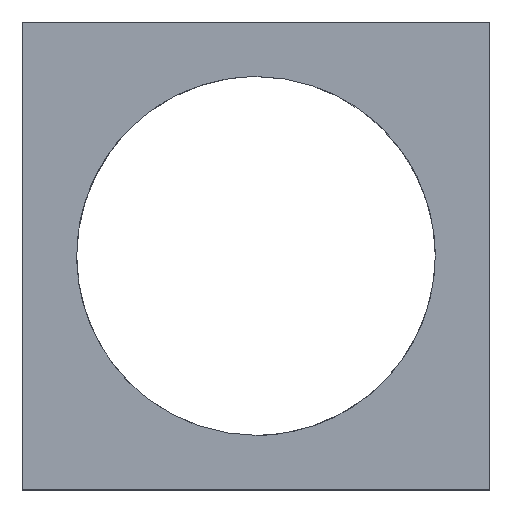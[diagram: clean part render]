
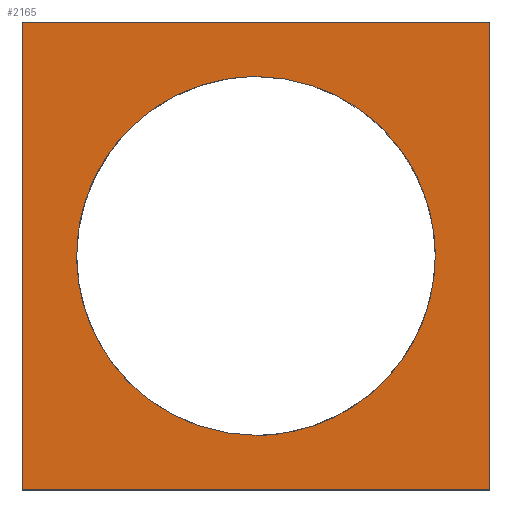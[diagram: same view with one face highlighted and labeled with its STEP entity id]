
A CAD part, top view. The second image highlights one B-rep face of the part: STEP entity #2165.
In plain terms, the highlighted planar face has unit normal (0, 0, 1).
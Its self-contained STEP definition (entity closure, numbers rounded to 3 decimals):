
#1500=FACE_BOUND('',#2694,.T.);
#1501=FACE_BOUND('',#2695,.T.);
#1587=LINE('',#7374,#1865);
#1668=LINE('',#8144,#1951);
#1669=LINE('',#8147,#1952);
#1670=LINE('',#8148,#1953);
#1865=VECTOR('',#5547,1.);
#1951=VECTOR('',#5707,1.);
#1952=VECTOR('',#5708,1.);
#1953=VECTOR('',#5709,1.);
#2165=ADVANCED_FACE('NONE',(#1500,#1501),#2336,.T.);
#2336=PLANE('',#5289);
#2694=EDGE_LOOP('',(#3279,#3280));
#2695=EDGE_LOOP('',(#3281,#3282,#3283,#3284));
#3279=ORIENTED_EDGE('',*,*,#4408,.T.);
#3280=ORIENTED_EDGE('',*,*,#4410,.T.);
#3281=ORIENTED_EDGE('',*,*,#4677,.T.);
#3282=ORIENTED_EDGE('',*,*,#4678,.T.);
#3283=ORIENTED_EDGE('',*,*,#4519,.T.);
#3284=ORIENTED_EDGE('',*,*,#4679,.F.);
#4011=VERTEX_POINT('',#6705);
#4012=VERTEX_POINT('',#6728);
#4119=VERTEX_POINT('',#7375);
#4120=VERTEX_POINT('',#7376);
#4242=VERTEX_POINT('',#8145);
#4243=VERTEX_POINT('',#8146);
#4408=EDGE_CURVE('NONE',#4012,#4011,#4955,.T.);
#4410=EDGE_CURVE('NONE',#4011,#4012,#4957,.T.);
#4519=EDGE_CURVE('NONE',#4119,#4120,#1587,.T.);
#4677=EDGE_CURVE('NONE',#4242,#4243,#1668,.T.);
#4678=EDGE_CURVE('NONE',#4243,#4119,#1669,.T.);
#4679=EDGE_CURVE('NONE',#4242,#4120,#1670,.T.);
#4955=B_SPLINE_CURVE_WITH_KNOTS('',3,(#6706,#6707,#6708,#6709,#6710,#6711,
#6712,#6713,#6714,#6715,#6716,#6717,#6718,#6719,#6720,#6721,#6722,#6723,
#6724,#6725,#6726,#6727),.UNSPECIFIED.,.F.,.F.,(4,2,2,2,2,2,2,2,2,2,4),
(0.,0.063,0.125,0.25,0.375,0.5,0.625,0.75,0.813,
0.875,1.),.UNSPECIFIED.);
#4957=B_SPLINE_CURVE_WITH_KNOTS('',3,(#6732,#6733,#6734,#6735,#6736,#6737,
#6738,#6739,#6740,#6741,#6742,#6743,#6744,#6745,#6746,#6747,#6748,#6749,
#6750,#6751),.UNSPECIFIED.,.F.,.F.,(4,2,2,2,2,2,2,2,2,4),(0.,0.125,0.25,
0.313,0.375,0.5,0.625,0.75,0.875,1.),.UNSPECIFIED.);
#5289=AXIS2_PLACEMENT_3D('',#8149,#5710,#5711);
#5547=DIRECTION('',(1.,0.,0.));
#5707=DIRECTION('',(-1.,0.,0.));
#5708=DIRECTION('',(0.,-1.,0.));
#5709=DIRECTION('',(0.,-1.,0.));
#5710=DIRECTION('',(0.,0.,1.));
#5711=DIRECTION('',(1.,0.,0.));
#6705=CARTESIAN_POINT('',(10.499,18.55,4.));
#6706=CARTESIAN_POINT('',(10.5,2.45,4.));
#6707=CARTESIAN_POINT('',(10.043,2.45,4.));
#6708=CARTESIAN_POINT('',(9.589,2.489,4.));
#6709=CARTESIAN_POINT('',(8.688,2.643,4.));
#6710=CARTESIAN_POINT('',(8.171,2.778,4.));
#6711=CARTESIAN_POINT('',(6.773,3.296,4.));
#6712=CARTESIAN_POINT('',(5.764,3.895,4.));
#6713=CARTESIAN_POINT('',(4.139,5.441,4.));
#6714=CARTESIAN_POINT('',(3.455,6.435,4.));
#6715=CARTESIAN_POINT('',(2.591,8.6,4.));
#6716=CARTESIAN_POINT('',(2.414,9.705,4.));
#6717=CARTESIAN_POINT('',(2.498,11.913,4.));
#6718=CARTESIAN_POINT('',(2.736,12.835,4.));
#6719=CARTESIAN_POINT('',(3.511,14.61,4.));
#6720=CARTESIAN_POINT('',(3.995,15.332,4.));
#6721=CARTESIAN_POINT('',(4.946,16.345,4.));
#6722=CARTESIAN_POINT('',(5.357,16.714,4.));
#6723=CARTESIAN_POINT('',(6.182,17.313,4.));
#6724=CARTESIAN_POINT('',(6.675,17.604,4.));
#6725=CARTESIAN_POINT('',(8.158,18.278,4.));
#6726=CARTESIAN_POINT('',(9.337,18.55,4.));
#6727=CARTESIAN_POINT('',(10.499,18.55,4.));
#6728=CARTESIAN_POINT('',(10.501,2.45,4.));
#6732=CARTESIAN_POINT('',(10.5,18.55,4.));
#6733=CARTESIAN_POINT('',(11.662,18.55,4.));
#6734=CARTESIAN_POINT('',(12.795,18.299,4.));
#6735=CARTESIAN_POINT('',(14.864,17.359,4.));
#6736=CARTESIAN_POINT('',(15.673,16.751,4.));
#6737=CARTESIAN_POINT('',(16.719,15.636,4.));
#6738=CARTESIAN_POINT('',(16.971,15.312,4.));
#6739=CARTESIAN_POINT('',(17.473,14.55,4.));
#6740=CARTESIAN_POINT('',(17.691,14.148,4.));
#6741=CARTESIAN_POINT('',(18.247,12.875,4.));
#6742=CARTESIAN_POINT('',(18.504,11.853,4.));
#6743=CARTESIAN_POINT('',(18.584,9.768,4.));
#6744=CARTESIAN_POINT('',(18.402,8.584,4.));
#6745=CARTESIAN_POINT('',(17.553,6.452,4.));
#6746=CARTESIAN_POINT('',(16.887,5.466,4.));
#6747=CARTESIAN_POINT('',(15.212,3.871,4.));
#6748=CARTESIAN_POINT('',(14.295,3.321,4.));
#6749=CARTESIAN_POINT('',(12.297,2.581,4.));
#6750=CARTESIAN_POINT('',(11.416,2.45,4.));
#6751=CARTESIAN_POINT('',(10.501,2.45,4.));
#7374=CARTESIAN_POINT('',(0.,0.,4.));
#7375=CARTESIAN_POINT('',(0.,0.,4.));
#7376=CARTESIAN_POINT('',(21.,0.,4.));
#8144=CARTESIAN_POINT('',(0.,21.,4.));
#8145=CARTESIAN_POINT('',(21.,21.,4.));
#8146=CARTESIAN_POINT('',(0.,21.,4.));
#8147=CARTESIAN_POINT('',(0.,0.,4.));
#8148=CARTESIAN_POINT('',(21.,20.,4.));
#8149=CARTESIAN_POINT('',(0.,0.,4.));
